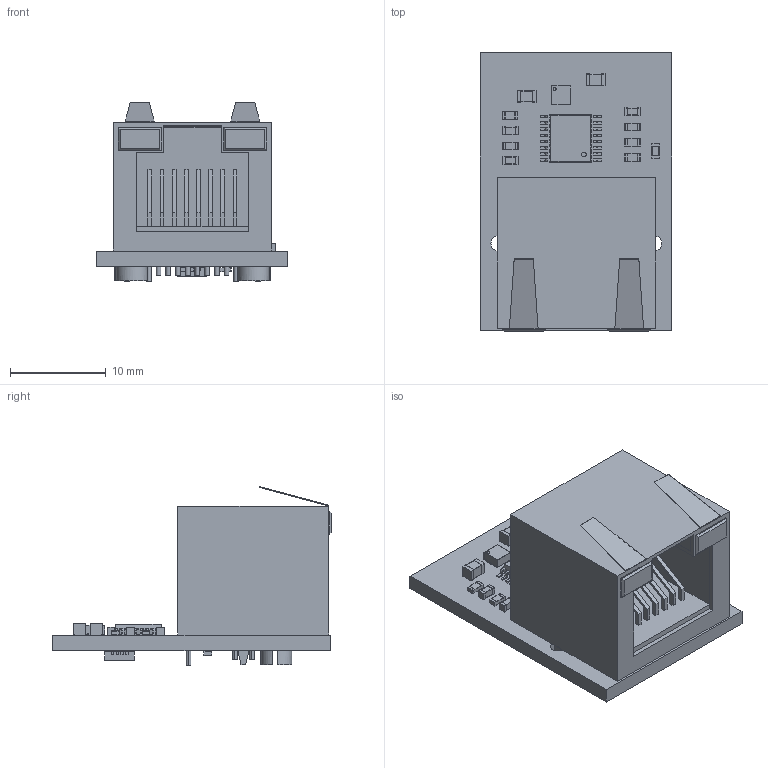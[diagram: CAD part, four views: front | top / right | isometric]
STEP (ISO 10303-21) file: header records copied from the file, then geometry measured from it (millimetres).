
FILE_DESCRIPTION (( 'STEP AP214' ), '1' );
FILE_NAME ('DifferentialEncoderSlave.step', '2020-11-27T19:22:46', ( '' ), ( '' ), 'SwSTEP 2.0', 'SolidWorks 2018', '' );
FILE_SCHEMA (( 'AUTOMOTIVE_DESIGN' ));
Length unit declared in the file: millimetre
Products named in the file (24): TSSOP-16_4.4x5mm_P0.65mm.step; SOLID-5.step; SOLID-3.step; COMPOUND.step; SOLID-2.step; DFN-6_2x2_Pad.step; SOLID-4.step; SOLID-0.step; SOLID-8.step; C_0603_1608Metric.step; SOLID-10.step; C_0805_2012Metric.step; SOLID.step; SOLID-1.step; DifferentialEncoderSlave.step; DifferentialEncoderSlave; SOLID-7.step; QFN-3x3_MA702_MNP.step; RJ45_Amphenol_RJHSE538X.step; COMPOUND-12.step; SOLID-6.step; COMPOUND-9.step; R_0603_1608Metric.step; SOLID-11.step
Assembly tree (33 placements, depth 4):
  DifferentialEncoderSlave
    DifferentialEncoderSlave.step
      DFN-6_2x2_Pad.step
        SOLID.step
        SOLID-0.step
        SOLID-1.step
        SOLID-2.step
        SOLID-3.step
        SOLID-4.step
        SOLID-5.step
        SOLID-6.step
      QFN-3x3_MA702_MNP.step
        COMPOUND.step
      TSSOP-16_4.4x5mm_P0.65mm.step
        SOLID-7.step
      R_0603_1608Metric.step  x7
        SOLID-8.step
      RJ45_Amphenol_RJHSE538X.step
        COMPOUND-9.step
      C_0603_1608Metric.step  x4
        SOLID-10.step
      C_0805_2012Metric.step  x2
        SOLID-11.step
      COMPOUND-12.step
Bounding box: 20 x 29.1 x 18.68 mm (x, y, z)
Volume: 3381.6 mm3; surface area: 3934.9 mm2
Topology: 45 solids, 45 shells, 1026 faces, 2597 edges, 1698 vertices
Faces by surface type: plane 730, cylinder 264, bspline 28, sphere 4
Entity records: 25674 total; most frequent: CARTESIAN_POINT 4041, ORIENTED_EDGE 3794, DIRECTION 3773, EDGE_CURVE 1897, LINE 1537, VECTOR 1537, VERTEX_POINT 1242, AXIS2_PLACEMENT_3D 1118
